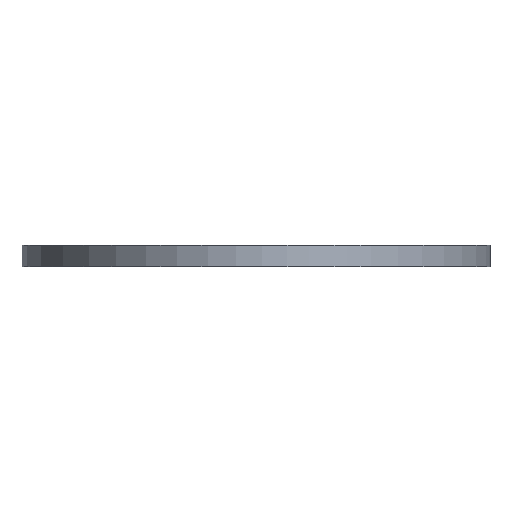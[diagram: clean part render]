
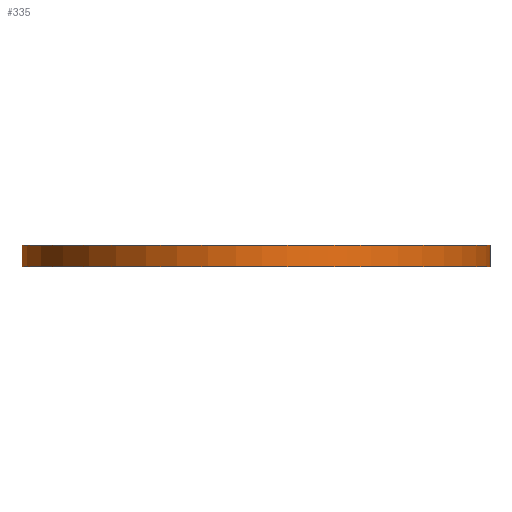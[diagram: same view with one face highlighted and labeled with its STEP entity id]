
A CAD part, front view. The second image highlights one B-rep face of the part: STEP entity #335.
In plain terms, the highlighted free-form (B-spline) face has degree [3, 1] with [6, 2] control points.
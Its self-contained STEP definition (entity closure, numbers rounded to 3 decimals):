
#9 = CARTESIAN_POINT ( 'NONE',  ( -24.636, -22.257, 0. ) ) ;
#26 = B_SPLINE_CURVE_WITH_KNOTS ( 'NONE', 3,
 ( #467, #454, #9, #856, #141, #73 ),
 .UNSPECIFIED., .F., .F.,
 ( 4, 1, 1, 4 ),
 ( 0., 0.448, 0.548, 1. ),
 .UNSPECIFIED. ) ;
#37 = CARTESIAN_POINT ( 'NONE',  ( 55., 51.71, 0. ) ) ;
#65 = EDGE_CURVE ( 'NONE', #724, #632, #26, .T. ) ;
#73 = CARTESIAN_POINT ( 'NONE',  ( 55., 51.71, 0. ) ) ;
#87 = VECTOR ( 'NONE', #327, 1000. ) ;
#132 = EDGE_CURVE ( 'NONE', #685, #632, #720, .T. ) ;
#141 = CARTESIAN_POINT ( 'NONE',  ( 55., 9.71, 0. ) ) ;
#155 = ORIENTED_EDGE ( 'NONE', *, *, #286, .F. ) ;
#162 = CARTESIAN_POINT ( 'NONE',  ( 24.864, -22.17, 5. ) ) ;
#176 = CARTESIAN_POINT ( 'NONE',  ( 55., 9.71, 5. ) ) ;
#201 = EDGE_CURVE ( 'NONE', #254, #724, #542, .T. ) ;
#215 = ORIENTED_EDGE ( 'NONE', *, *, #132, .F. ) ;
#232 = CARTESIAN_POINT ( 'NONE',  ( -55., 51.71, 5. ) ) ;
#247 = CARTESIAN_POINT ( 'NONE',  ( -55., 9.71, 0. ) ) ;
#254 = VERTEX_POINT ( 'NONE', #474 ) ;
#275 = CARTESIAN_POINT ( 'NONE',  ( -55., 51.71, 5. ) ) ;
#286 = EDGE_CURVE ( 'NONE', #254, #685, #681, .T. ) ;
#292 = CARTESIAN_POINT ( 'NONE',  ( -24.636, -22.257, 5. ) ) ;
#298 = CARTESIAN_POINT ( 'NONE',  ( 55., 51.71, 5. ) ) ;
#314 = CARTESIAN_POINT ( 'NONE',  ( -55., 51.71, 0. ) ) ;
#327 = DIRECTION ( 'NONE',  ( 0., 0., -1. ) ) ;
#335 = ADVANCED_FACE ( 'NONE', ( #756 ), #666, .F. ) ;
#359 = CARTESIAN_POINT ( 'NONE',  ( -24.636, -22.257, 0. ) ) ;
#368 = ORIENTED_EDGE ( 'NONE', *, *, #65, .T. ) ;
#369 = CARTESIAN_POINT ( 'NONE',  ( -55., 51.71, 5. ) ) ;
#373 = CARTESIAN_POINT ( 'NONE',  ( 24.864, -22.17, 5. ) ) ;
#423 = CARTESIAN_POINT ( 'NONE',  ( -24.636, -22.257, 5. ) ) ;
#437 = CARTESIAN_POINT ( 'NONE',  ( 55., 51.71, 5. ) ) ;
#454 = CARTESIAN_POINT ( 'NONE',  ( -55., 9.71, 0. ) ) ;
#467 = CARTESIAN_POINT ( 'NONE',  ( -55., 51.71, 0. ) ) ;
#474 = CARTESIAN_POINT ( 'NONE',  ( -55., 51.71, 5. ) ) ;
#500 = CARTESIAN_POINT ( 'NONE',  ( -55., 51.71, 0. ) ) ;
#522 = CARTESIAN_POINT ( 'NONE',  ( 55., 51.71, 5. ) ) ;
#542 = LINE ( 'NONE', #275, #853 ) ;
#543 = EDGE_LOOP ( 'NONE', ( #368, #215, #155, #764 ) ) ;
#565 = CARTESIAN_POINT ( 'NONE',  ( 55., 9.71, 5. ) ) ;
#632 = VERTEX_POINT ( 'NONE', #701 ) ;
#666 = B_SPLINE_SURFACE_WITH_KNOTS ( 'NONE', 3, 1, ( 
 ( #369, #314 ),
 ( #841, #247 ),
 ( #292, #359 ),
 ( #162, #743 ),
 ( #565, #834 ),
 ( #298, #37 ) ),
 .UNSPECIFIED., .F., .F., .F.,
 ( 4, 1, 1, 4 ),
 ( 2, 2 ),
 ( 0., 0.448, 0.548, 1. ),
 ( 0., 1. ),
 .UNSPECIFIED. ) ;
#681 = B_SPLINE_CURVE_WITH_KNOTS ( 'NONE', 3,
 ( #232, #683, #423, #373, #176, #687 ),
 .UNSPECIFIED., .F., .F.,
 ( 4, 1, 1, 4 ),
 ( 0., 0.448, 0.548, 1. ),
 .UNSPECIFIED. ) ;
#683 = CARTESIAN_POINT ( 'NONE',  ( -55., 9.71, 5. ) ) ;
#685 = VERTEX_POINT ( 'NONE', #437 ) ;
#687 = CARTESIAN_POINT ( 'NONE',  ( 55., 51.71, 5. ) ) ;
#701 = CARTESIAN_POINT ( 'NONE',  ( 55., 51.71, 0. ) ) ;
#720 = LINE ( 'NONE', #522, #87 ) ;
#724 = VERTEX_POINT ( 'NONE', #500 ) ;
#743 = CARTESIAN_POINT ( 'NONE',  ( 24.864, -22.17, 0. ) ) ;
#756 = FACE_OUTER_BOUND ( 'NONE', #543, .T. ) ;
#764 = ORIENTED_EDGE ( 'NONE', *, *, #201, .T. ) ;
#800 = DIRECTION ( 'NONE',  ( 0., 0., -1. ) ) ;
#834 = CARTESIAN_POINT ( 'NONE',  ( 55., 9.71, 0. ) ) ;
#841 = CARTESIAN_POINT ( 'NONE',  ( -55., 9.71, 5. ) ) ;
#853 = VECTOR ( 'NONE', #800, 1000. ) ;
#856 = CARTESIAN_POINT ( 'NONE',  ( 24.864, -22.17, 0. ) ) ;
